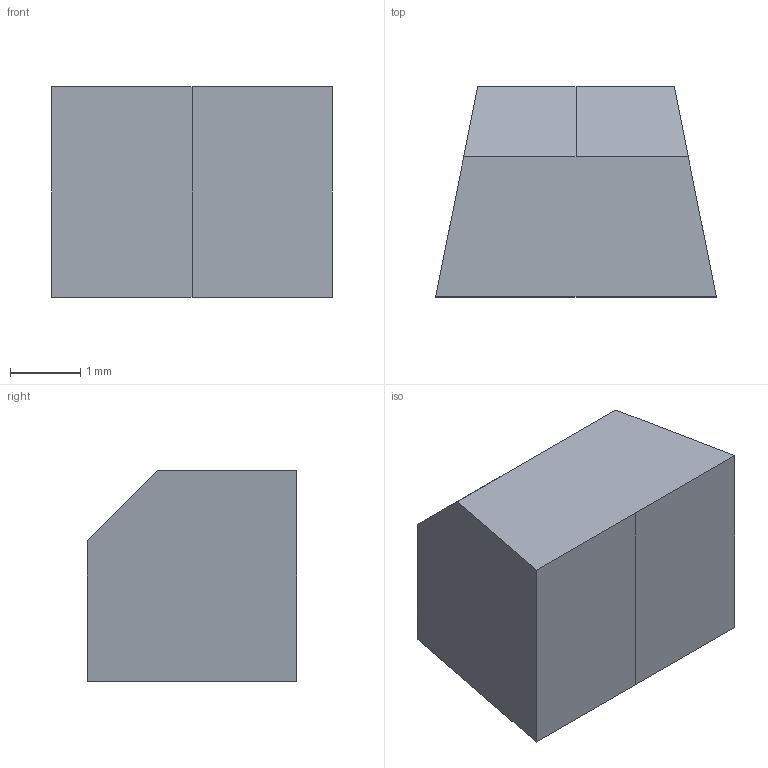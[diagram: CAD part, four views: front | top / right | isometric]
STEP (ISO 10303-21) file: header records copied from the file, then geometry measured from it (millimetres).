
FILE_DESCRIPTION(('Open CASCADE Model'),'2;1');
FILE_NAME('Open CASCADE Shape Model','2020-11-28T21:00:05',('Author'),( 'Open CASCADE'),'Open CASCADE STEP processor 7.3','Open CASCADE 7.3' ,'Unknown');
FILE_SCHEMA(('AUTOMOTIVE_DESIGN { 1 0 10303 214 1 1 1 1 }'));
Length unit declared in the file: millimetre
Products named in the file (45): Open CASCADE STEP translator 7.3 2; Open CASCADE STEP translator 7.3 2.1; Open CASCADE STEP translator 7.3 2.2; Open CASCADE STEP translator 7.3 2.3; Open CASCADE STEP translator 7.3 2.4; Open CASCADE STEP translator 7.3 2.5; Open CASCADE STEP translator 7.3 2.6; Open CASCADE STEP translator 7.3 2.7; Open CASCADE STEP translator 7.3 2.8; Open CASCADE STEP translator 7.3 2.9; Open CASCADE STEP translator 7.3 2.10; Open CASCADE STEP translator 7.3 2.11; Open CASCADE STEP translator 7.3 2.12; Open CASCADE STEP translator 7.3 2.13; Open CASCADE STEP translator 7.3 2.14; Open CASCADE STEP translator 7.3 2.16; Open CASCADE STEP translator 7.3 2.18; Open CASCADE STEP translator 7.3 2.19; Open CASCADE STEP translator 7.3 2.20; Open CASCADE STEP translator 7.3 2.21; Open CASCADE STEP translator 7.3 2.22; Open CASCADE STEP translator 7.3 2.23; Open CASCADE STEP translator 7.3 2.24; Open CASCADE STEP translator 7.3 2.25; Open CASCADE STEP translator 7.3 2.26; Open CASCADE STEP translator 7.3 2.27; Open CASCADE STEP translator 7.3 2.28; Open CASCADE STEP translator 7.3 2.29; Open CASCADE STEP translator 7.3 2.30; Open CASCADE STEP translator 7.3 2.31; Open CASCADE STEP translator 7.3 2.32; Open CASCADE STEP translator 7.3 2.33; Open CASCADE STEP translator 7.3 2.34; Open CASCADE STEP translator 7.3 2.35; Open CASCADE STEP translator 7.3 2.36; Open CASCADE STEP translator 7.3 2.37; Open CASCADE STEP translator 7.3 2.38; Open CASCADE STEP translator 7.3 2.39; Open CASCADE STEP translator 7.3 2.40; Open CASCADE STEP translator 7.3 2.41 ...
Assembly tree (46 placements, depth 2):
  Open CASCADE STEP translator 7.3 2
    Open CASCADE STEP translator 7.3 2.1
    Open CASCADE STEP translator 7.3 2.2
    Open CASCADE STEP translator 7.3 2.3
    Open CASCADE STEP translator 7.3 2.4
    Open CASCADE STEP translator 7.3 2.5
    Open CASCADE STEP translator 7.3 2.6
    Open CASCADE STEP translator 7.3 2.7
    Open CASCADE STEP translator 7.3 2.8
    Open CASCADE STEP translator 7.3 2.9
    Open CASCADE STEP translator 7.3 2.10
    Open CASCADE STEP translator 7.3 2.11  x2
    Open CASCADE STEP translator 7.3 2.12
    Open CASCADE STEP translator 7.3 2.13
    Open CASCADE STEP translator 7.3 2.14  x2
    Open CASCADE STEP translator 7.3 2.16
    Open CASCADE STEP translator 7.3 2.18
    Open CASCADE STEP translator 7.3 2.19
    Open CASCADE STEP translator 7.3 2.20
    Open CASCADE STEP translator 7.3 2.21
    Open CASCADE STEP translator 7.3 2.22
    Open CASCADE STEP translator 7.3 2.23
    Open CASCADE STEP translator 7.3 2.24
    Open CASCADE STEP translator 7.3 2.25
    Open CASCADE STEP translator 7.3 2.26
    Open CASCADE STEP translator 7.3 2.27
    Open CASCADE STEP translator 7.3 2.28
    Open CASCADE STEP translator 7.3 2.29
    Open CASCADE STEP translator 7.3 2.30
    Open CASCADE STEP translator 7.3 2.31
    Open CASCADE STEP translator 7.3 2.32
    Open CASCADE STEP translator 7.3 2.33
    Open CASCADE STEP translator 7.3 2.34
    Open CASCADE STEP translator 7.3 2.35
    Open CASCADE STEP translator 7.3 2.36
    Open CASCADE STEP translator 7.3 2.37
    Open CASCADE STEP translator 7.3 2.38
    Open CASCADE STEP translator 7.3 2.39
    Open CASCADE STEP translator 7.3 2.40
    Open CASCADE STEP translator 7.3 2.41
    Open CASCADE STEP translator 7.3 2.42
    Open CASCADE STEP translator 7.3 2.43
    Open CASCADE STEP translator 7.3 2.44
    Open CASCADE STEP translator 7.3 2.45
    Open CASCADE STEP translator 7.3 2.46
Bounding box: 4 x 2.99 x 3 mm (x, y, z)
Volume: 29.1 mm3; surface area: 169.4 mm2
Topology: 1 solids, 12 shells, 30 faces, 161 edges, 229 vertices
Faces by surface type: plane 30
Entity records: 3268 total; most frequent: CARTESIAN_POINT 605, DIRECTION 445, LINE 291, VECTOR 291, ORIENTED_EDGE 138, PCURVE 138, DEFINITIONAL_REPRESENTATION 138, EDGE_CURVE 92
